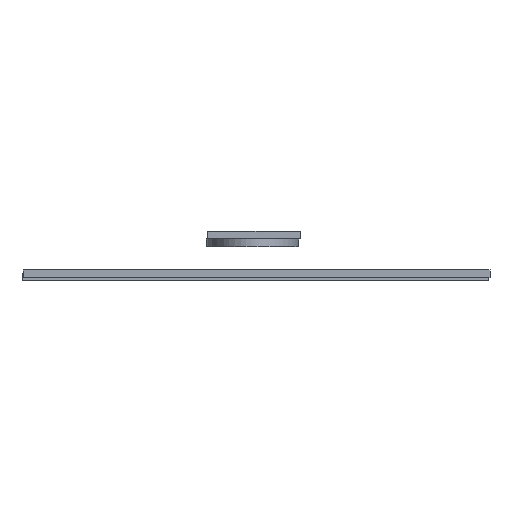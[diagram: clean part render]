
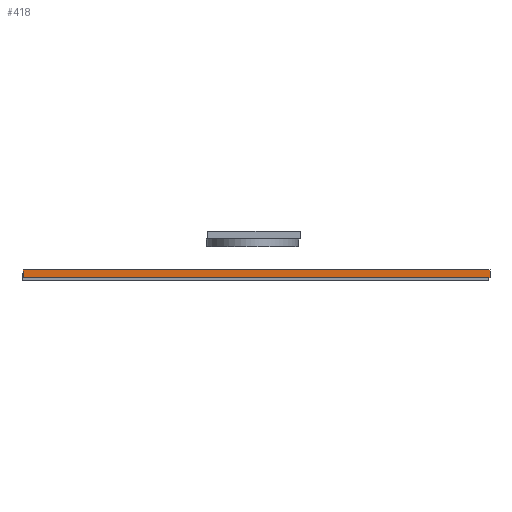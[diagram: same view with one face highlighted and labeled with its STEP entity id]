
A CAD part, left-side view. The second image highlights one B-rep face of the part: STEP entity #418.
In plain terms, the highlighted planar face has unit normal (-1, 0, 0).
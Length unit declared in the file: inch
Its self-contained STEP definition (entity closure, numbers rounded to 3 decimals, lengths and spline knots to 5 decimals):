
#64=FACE_OUTER_BOUND('',#94,.T.);
#94=EDGE_LOOP('',(#363,#364,#365,#366));
#134=LINE('',#699,#177);
#142=LINE('',#714,#185);
#143=LINE('',#716,#186);
#144=LINE('',#717,#187);
#177=VECTOR('',#563,0.3937);
#185=VECTOR('',#575,0.3937);
#186=VECTOR('',#578,0.3937);
#187=VECTOR('',#579,0.3937);
#219=VERTEX_POINT('',#695);
#221=VERTEX_POINT('',#698);
#225=VERTEX_POINT('',#710);
#226=VERTEX_POINT('',#712);
#269=EDGE_CURVE('',#219,#221,#134,.T.);
#277=EDGE_CURVE('',#225,#226,#142,.T.);
#278=EDGE_CURVE('',#219,#225,#143,.T.);
#279=EDGE_CURVE('',#221,#226,#144,.T.);
#363=ORIENTED_EDGE('',*,*,#278,.T.);
#364=ORIENTED_EDGE('',*,*,#277,.T.);
#365=ORIENTED_EDGE('',*,*,#279,.F.);
#366=ORIENTED_EDGE('',*,*,#269,.F.);
#393=PLANE('',#470);
#418=ADVANCED_FACE('',(#64),#393,.T.);
#470=AXIS2_PLACEMENT_3D('',#715,#576,#577);
#563=DIRECTION('',(0.,0.,1.));
#575=DIRECTION('',(0.,0.,1.));
#576=DIRECTION('center_axis',(-1.,0.,0.));
#577=DIRECTION('ref_axis',(0.,-1.,0.));
#578=DIRECTION('',(0.,-1.,0.));
#579=DIRECTION('',(0.,-1.,0.));
#695=CARTESIAN_POINT('',(-68.83331,5.80437,-0.7301));
#698=CARTESIAN_POINT('',(-68.83331,5.80437,-0.53324));
#699=CARTESIAN_POINT('',(-68.83331,5.80437,-0.7301));
#710=CARTESIAN_POINT('',(-68.83331,-6.00665,-0.7301));
#712=CARTESIAN_POINT('',(-68.83331,-6.00665,-0.53324));
#714=CARTESIAN_POINT('',(-68.83331,-6.00665,-0.7301));
#715=CARTESIAN_POINT('Origin',(-68.83331,5.80437,-0.7301));
#716=CARTESIAN_POINT('',(-68.83331,5.80437,-0.7301));
#717=CARTESIAN_POINT('',(-68.83331,5.80437,-0.53324));
